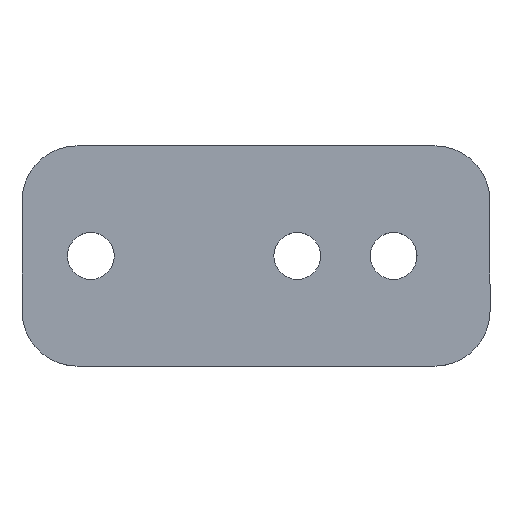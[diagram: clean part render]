
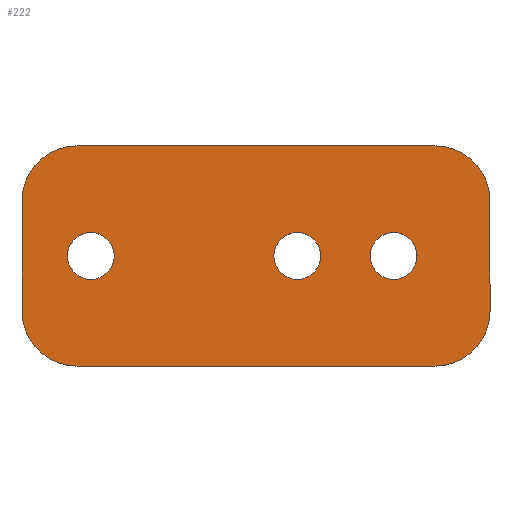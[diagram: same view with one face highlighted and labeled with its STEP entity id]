
A CAD part, top view. The second image highlights one B-rep face of the part: STEP entity #222.
In plain terms, the highlighted planar face has unit normal (0, 0, 1).
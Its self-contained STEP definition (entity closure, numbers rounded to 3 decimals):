
#7 = ORIENTED_EDGE ( 'NONE', *, *, #558, .F. ) ;
#12 = EDGE_CURVE ( 'NONE', #106, #198, #246, .T. ) ;
#13 = CARTESIAN_POINT ( 'NONE',  ( 85., 10., 4. ) ) ;
#15 = LINE ( 'NONE', #153, #477 ) ;
#22 = EDGE_CURVE ( 'NONE', #502, #106, #534, .T. ) ;
#24 = EDGE_LOOP ( 'NONE', ( #536, #396, #210, #78, #236, #330, #74, #124 ) ) ;
#25 = DIRECTION ( 'NONE',  ( 1., 0., 0. ) ) ;
#30 = CIRCLE ( 'NONE', #404, 4.25 ) ;
#37 = AXIS2_PLACEMENT_3D ( 'NONE', #510, #259, #385 ) ;
#39 = EDGE_CURVE ( 'NONE', #110, #363, #88, .T. ) ;
#44 = CARTESIAN_POINT ( 'NONE',  ( 0., 30., 4. ) ) ;
#59 = DIRECTION ( 'NONE',  ( 1., 0., 0. ) ) ;
#60 = CARTESIAN_POINT ( 'NONE',  ( 50., 20., 4. ) ) ;
#64 = CARTESIAN_POINT ( 'NONE',  ( 10., 10., 4. ) ) ;
#66 = CIRCLE ( 'NONE', #258, 4.25 ) ;
#74 = ORIENTED_EDGE ( 'NONE', *, *, #560, .T. ) ;
#78 = ORIENTED_EDGE ( 'NONE', *, *, #130, .T. ) ;
#88 = CIRCLE ( 'NONE', #366, 4.25 ) ;
#90 = CARTESIAN_POINT ( 'NONE',  ( 10., 10., 4. ) ) ;
#92 = EDGE_CURVE ( 'NONE', #391, #484, #66, .T. ) ;
#98 = CARTESIAN_POINT ( 'NONE',  ( 12.5, 20., 4. ) ) ;
#104 = CARTESIAN_POINT ( 'NONE',  ( 10., 40., 4. ) ) ;
#105 = CARTESIAN_POINT ( 'NONE',  ( 10., 0., 4. ) ) ;
#106 = VERTEX_POINT ( 'NONE', #235 ) ;
#108 = AXIS2_PLACEMENT_3D ( 'NONE', #308, #131, #267 ) ;
#110 = VERTEX_POINT ( 'NONE', #275 ) ;
#113 = CARTESIAN_POINT ( 'NONE',  ( 50., 20., 4. ) ) ;
#115 = DIRECTION ( 'NONE',  ( 0., 0., -1. ) ) ;
#122 = CARTESIAN_POINT ( 'NONE',  ( 71.75, 20., 4. ) ) ;
#124 = ORIENTED_EDGE ( 'NONE', *, *, #22, .T. ) ;
#130 = EDGE_CURVE ( 'NONE', #450, #495, #473, .T. ) ;
#131 = DIRECTION ( 'NONE',  ( 0., 0., 1. ) ) ;
#134 = FACE_BOUND ( 'NONE', #381, .T. ) ;
#135 = CARTESIAN_POINT ( 'NONE',  ( 8.25, 20., 4. ) ) ;
#148 = EDGE_CURVE ( 'NONE', #507, #307, #487, .T. ) ;
#150 = CIRCLE ( 'NONE', #37, 4.25 ) ;
#153 = CARTESIAN_POINT ( 'NONE',  ( 10., 0., 4. ) ) ;
#155 = AXIS2_PLACEMENT_3D ( 'NONE', #352, #475, #174 ) ;
#160 = CARTESIAN_POINT ( 'NONE',  ( 85., 10., 4. ) ) ;
#173 = DIRECTION ( 'NONE',  ( 0., -1., 0. ) ) ;
#174 = DIRECTION ( 'NONE',  ( 1., 0., 0. ) ) ;
#177 = EDGE_CURVE ( 'NONE', #198, #191, #15, .T. ) ;
#187 = DIRECTION ( 'NONE',  ( 1., 0., 0. ) ) ;
#191 = VERTEX_POINT ( 'NONE', #283 ) ;
#198 = VERTEX_POINT ( 'NONE', #105 ) ;
#208 = CARTESIAN_POINT ( 'NONE',  ( 12.5, 20., 4. ) ) ;
#210 = ORIENTED_EDGE ( 'NONE', *, *, #384, .T. ) ;
#215 = ORIENTED_EDGE ( 'NONE', *, *, #547, .F. ) ;
#222 = ADVANCED_FACE ( 'NONE', ( #134, #304, #492, #372 ), #409, .F. ) ;
#224 = CARTESIAN_POINT ( 'NONE',  ( 85., 30., 4. ) ) ;
#235 = CARTESIAN_POINT ( 'NONE',  ( 0., 10., 4. ) ) ;
#236 = ORIENTED_EDGE ( 'NONE', *, *, #528, .T. ) ;
#237 = EDGE_CURVE ( 'NONE', #363, #110, #30, .T. ) ;
#238 = CARTESIAN_POINT ( 'NONE',  ( 63.25, 20., 4. ) ) ;
#246 = CIRCLE ( 'NONE', #318, 10. ) ;
#252 = CARTESIAN_POINT ( 'NONE',  ( 45.75, 20., 4. ) ) ;
#253 = ORIENTED_EDGE ( 'NONE', *, *, #39, .F. ) ;
#255 = DIRECTION ( 'NONE',  ( 1., 0., 0. ) ) ;
#256 = ORIENTED_EDGE ( 'NONE', *, *, #237, .F. ) ;
#258 = AXIS2_PLACEMENT_3D ( 'NONE', #98, #444, #59 ) ;
#259 = DIRECTION ( 'NONE',  ( 0., 0., 1. ) ) ;
#267 = DIRECTION ( 'NONE',  ( 1., 0., 0. ) ) ;
#269 = DIRECTION ( 'NONE',  ( 1., 0., 0. ) ) ;
#270 = VECTOR ( 'NONE', #533, 1000. ) ;
#272 = CARTESIAN_POINT ( 'NONE',  ( 0., 10., 4. ) ) ;
#275 = CARTESIAN_POINT ( 'NONE',  ( 54.25, 20., 4. ) ) ;
#276 = VECTOR ( 'NONE', #173, 1000. ) ;
#282 = CIRCLE ( 'NONE', #155, 10. ) ;
#283 = CARTESIAN_POINT ( 'NONE',  ( 75., 0., 4. ) ) ;
#295 = CIRCLE ( 'NONE', #378, 10. ) ;
#296 = DIRECTION ( 'NONE',  ( 0., 0., 1. ) ) ;
#302 = CARTESIAN_POINT ( 'NONE',  ( 75., 30., 4. ) ) ;
#304 = FACE_BOUND ( 'NONE', #407, .T. ) ;
#305 = CIRCLE ( 'NONE', #108, 4.25 ) ;
#307 = VERTEX_POINT ( 'NONE', #501 ) ;
#308 = CARTESIAN_POINT ( 'NONE',  ( 67.5, 20., 4. ) ) ;
#318 = AXIS2_PLACEMENT_3D ( 'NONE', #90, #389, #434 ) ;
#323 = DIRECTION ( 'NONE',  ( 0., 0., 1. ) ) ;
#325 = EDGE_LOOP ( 'NONE', ( #424, #351 ) ) ;
#326 = DIRECTION ( 'NONE',  ( 0., 1., 0. ) ) ;
#330 = ORIENTED_EDGE ( 'NONE', *, *, #148, .T. ) ;
#346 = CARTESIAN_POINT ( 'NONE',  ( 75., 40., 4. ) ) ;
#351 = ORIENTED_EDGE ( 'NONE', *, *, #403, .F. ) ;
#352 = CARTESIAN_POINT ( 'NONE',  ( 10., 30., 4. ) ) ;
#354 = VERTEX_POINT ( 'NONE', #238 ) ;
#362 = DIRECTION ( 'NONE',  ( -1., 0., 0. ) ) ;
#363 = VERTEX_POINT ( 'NONE', #252 ) ;
#366 = AXIS2_PLACEMENT_3D ( 'NONE', #60, #323, #187 ) ;
#372 = FACE_OUTER_BOUND ( 'NONE', #24, .T. ) ;
#373 = VECTOR ( 'NONE', #326, 1000. ) ;
#378 = AXIS2_PLACEMENT_3D ( 'NONE', #420, #296, #557 ) ;
#381 = EDGE_LOOP ( 'NONE', ( #7, #215 ) ) ;
#384 = EDGE_CURVE ( 'NONE', #191, #450, #295, .T. ) ;
#385 = DIRECTION ( 'NONE',  ( 1., 0., 0. ) ) ;
#389 = DIRECTION ( 'NONE',  ( 0., 0., 1. ) ) ;
#391 = VERTEX_POINT ( 'NONE', #505 ) ;
#396 = ORIENTED_EDGE ( 'NONE', *, *, #177, .T. ) ;
#403 = EDGE_CURVE ( 'NONE', #484, #391, #516, .T. ) ;
#404 = AXIS2_PLACEMENT_3D ( 'NONE', #113, #539, #25 ) ;
#407 = EDGE_LOOP ( 'NONE', ( #253, #256 ) ) ;
#409 = PLANE ( 'NONE',  #481 ) ;
#417 = DIRECTION ( 'NONE',  ( 0., 0., 1. ) ) ;
#420 = CARTESIAN_POINT ( 'NONE',  ( 75., 10., 4. ) ) ;
#421 = AXIS2_PLACEMENT_3D ( 'NONE', #302, #563, #269 ) ;
#424 = ORIENTED_EDGE ( 'NONE', *, *, #92, .F. ) ;
#434 = DIRECTION ( 'NONE',  ( -1., 0., 0. ) ) ;
#444 = DIRECTION ( 'NONE',  ( 0., 0., 1. ) ) ;
#450 = VERTEX_POINT ( 'NONE', #160 ) ;
#458 = VERTEX_POINT ( 'NONE', #122 ) ;
#473 = LINE ( 'NONE', #13, #373 ) ;
#475 = DIRECTION ( 'NONE',  ( 0., 0., 1. ) ) ;
#477 = VECTOR ( 'NONE', #498, 1000. ) ;
#481 = AXIS2_PLACEMENT_3D ( 'NONE', #64, #115, #362 ) ;
#484 = VERTEX_POINT ( 'NONE', #135 ) ;
#487 = LINE ( 'NONE', #104, #270 ) ;
#492 = FACE_BOUND ( 'NONE', #325, .T. ) ;
#495 = VERTEX_POINT ( 'NONE', #224 ) ;
#498 = DIRECTION ( 'NONE',  ( 1., 0., 0. ) ) ;
#501 = CARTESIAN_POINT ( 'NONE',  ( 10., 40., 4. ) ) ;
#502 = VERTEX_POINT ( 'NONE', #44 ) ;
#505 = CARTESIAN_POINT ( 'NONE',  ( 16.75, 20., 4. ) ) ;
#507 = VERTEX_POINT ( 'NONE', #346 ) ;
#510 = CARTESIAN_POINT ( 'NONE',  ( 67.5, 20., 4. ) ) ;
#516 = CIRCLE ( 'NONE', #556, 4.25 ) ;
#528 = EDGE_CURVE ( 'NONE', #495, #507, #552, .T. ) ;
#533 = DIRECTION ( 'NONE',  ( -1., 0., 0. ) ) ;
#534 = LINE ( 'NONE', #272, #276 ) ;
#536 = ORIENTED_EDGE ( 'NONE', *, *, #12, .T. ) ;
#539 = DIRECTION ( 'NONE',  ( 0., 0., 1. ) ) ;
#547 = EDGE_CURVE ( 'NONE', #354, #458, #305, .T. ) ;
#552 = CIRCLE ( 'NONE', #421, 10. ) ;
#556 = AXIS2_PLACEMENT_3D ( 'NONE', #208, #417, #255 ) ;
#557 = DIRECTION ( 'NONE',  ( -1., 0., 0. ) ) ;
#558 = EDGE_CURVE ( 'NONE', #458, #354, #150, .T. ) ;
#560 = EDGE_CURVE ( 'NONE', #307, #502, #282, .T. ) ;
#563 = DIRECTION ( 'NONE',  ( 0., 0., 1. ) ) ;
